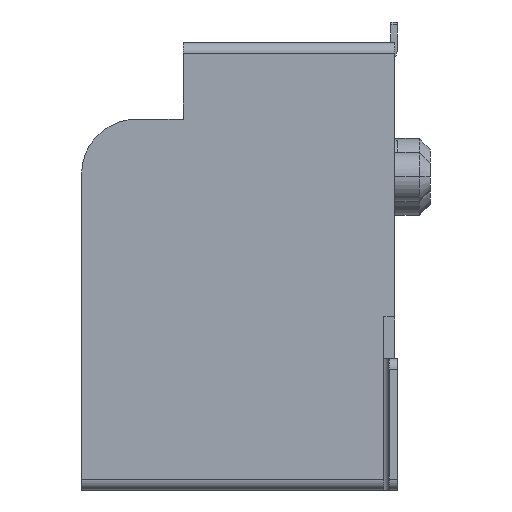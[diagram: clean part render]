
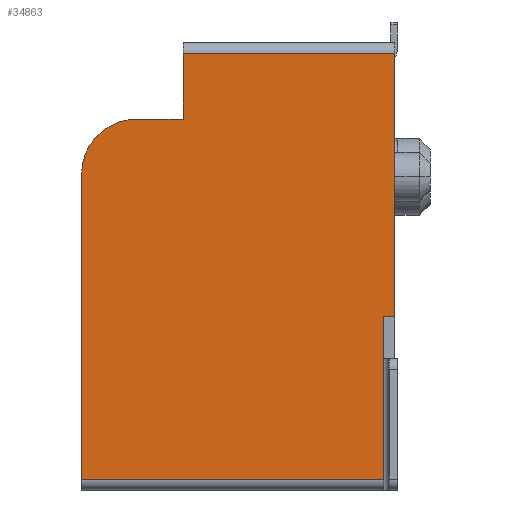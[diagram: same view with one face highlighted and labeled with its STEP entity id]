
A CAD part, left-side view. The second image highlights one B-rep face of the part: STEP entity #34863.
In plain terms, the highlighted planar face has unit normal (-1, 0, 0).
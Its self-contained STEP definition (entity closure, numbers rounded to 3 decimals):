
#225=DIRECTION('',(0.,0.,-1.));
#226=VECTOR('',#225,1.2);
#227=CARTESIAN_POINT('',(-11.,3.9,4.));
#228=LINE('',#227,#226);
#5078=DIRECTION('',(0.,1.,0.));
#5079=VECTOR('',#5078,0.85);
#5080=CARTESIAN_POINT('',(-11.,3.9,2.8));
#5081=LINE('',#5080,#5079);
#5082=CARTESIAN_POINT('',(-11.,4.75,1.8));
#5083=DIRECTION('',(1.,0.,0.));
#5084=DIRECTION('',(0.,1.,0.));
#5085=AXIS2_PLACEMENT_3D('',#5082,#5083,#5084);
#5087=DIRECTION('',(0.,1.,0.));
#5088=VECTOR('',#5087,0.2);
#5089=CARTESIAN_POINT('',(-11.,0.05,-0.8));
#5090=LINE('',#5089,#5088);
#5096=DIRECTION('',(0.,0.,1.));
#5097=VECTOR('',#5096,2.95);
#5098=CARTESIAN_POINT('',(-11.,0.25,-3.75));
#5099=LINE('',#5098,#5097);
#5744=DIRECTION('',(0.,0.,1.));
#5745=VECTOR('',#5744,4.8);
#5746=CARTESIAN_POINT('',(-11.,0.05,-0.8));
#5747=LINE('',#5746,#5745);
#5836=DIRECTION('',(0.,1.,0.));
#5837=VECTOR('',#5836,3.85);
#5838=CARTESIAN_POINT('',(-11.,0.05,4.));
#5839=LINE('',#5838,#5837);
#14906=DIRECTION('',(0.,0.,-1.));
#14907=VECTOR('',#14906,5.55);
#14908=CARTESIAN_POINT('',(-11.,5.75,1.8));
#14909=LINE('',#14908,#14907);
#18013=DIRECTION('',(0.,-1.,0.));
#18014=VECTOR('',#18013,5.5);
#18015=CARTESIAN_POINT('',(-11.,5.75,-3.75));
#18016=LINE('',#18015,#18014);
#22299=CARTESIAN_POINT('',(-11.,3.9,4.));
#22300=VERTEX_POINT('',#22299);
#22301=CARTESIAN_POINT('',(-11.,3.9,2.8));
#22302=VERTEX_POINT('',#22301);
#22801=CARTESIAN_POINT('',(-11.,4.75,2.8));
#22802=VERTEX_POINT('',#22801);
#22803=CARTESIAN_POINT('',(-11.,0.25,-3.75));
#22804=CARTESIAN_POINT('',(-11.,0.25,-0.8));
#22805=VERTEX_POINT('',#22803);
#22806=VERTEX_POINT('',#22804);
#22807=CARTESIAN_POINT('',(-11.,5.75,-3.75));
#22808=VERTEX_POINT('',#22807);
#22809=CARTESIAN_POINT('',(-11.,5.75,1.8));
#22810=VERTEX_POINT('',#22809);
#22811=CARTESIAN_POINT('',(-11.,0.05,4.));
#22812=VERTEX_POINT('',#22811);
#22813=CARTESIAN_POINT('',(-11.,0.05,-0.8));
#22814=VERTEX_POINT('',#22813);
#34840=CARTESIAN_POINT('',(-11.,2.9,0.125));
#34841=DIRECTION('',(1.,0.,0.));
#34842=DIRECTION('',(0.,0.,-1.));
#34843=AXIS2_PLACEMENT_3D('',#34840,#34841,#34842);
#34844=PLANE('',#34843);
#34846=ORIENTED_EDGE('',*,*,#34845,.F.);
#34848=ORIENTED_EDGE('',*,*,#34847,.F.);
#34850=ORIENTED_EDGE('',*,*,#34849,.F.);
#34852=ORIENTED_EDGE('',*,*,#34851,.T.);
#34853=ORIENTED_EDGE('',*,*,#34833,.F.);
#34854=ORIENTED_EDGE('',*,*,#28212,.F.);
#34856=ORIENTED_EDGE('',*,*,#34855,.F.);
#34858=ORIENTED_EDGE('',*,*,#34857,.F.);
#34860=ORIENTED_EDGE('',*,*,#34859,.T.);
#34861=EDGE_LOOP('',(#34846,#34848,#34850,#34852,#34853,#34854,#34856,#34858,
#34860));
#34862=FACE_OUTER_BOUND('',#34861,.F.);
#34863=ADVANCED_FACE('',(#34862),#34844,.F.);
#5086=CIRCLE('',#5085,1.);
#28212=EDGE_CURVE('',#22300,#22302,#228,.T.);
#34833=EDGE_CURVE('',#22302,#22802,#5081,.T.);
#34845=EDGE_CURVE('',#22805,#22806,#5099,.T.);
#34847=EDGE_CURVE('',#22808,#22805,#18016,.T.);
#34849=EDGE_CURVE('',#22810,#22808,#14909,.T.);
#34851=EDGE_CURVE('',#22810,#22802,#5086,.T.);
#34855=EDGE_CURVE('',#22812,#22300,#5839,.T.);
#34857=EDGE_CURVE('',#22814,#22812,#5747,.T.);
#34859=EDGE_CURVE('',#22814,#22806,#5090,.T.);
